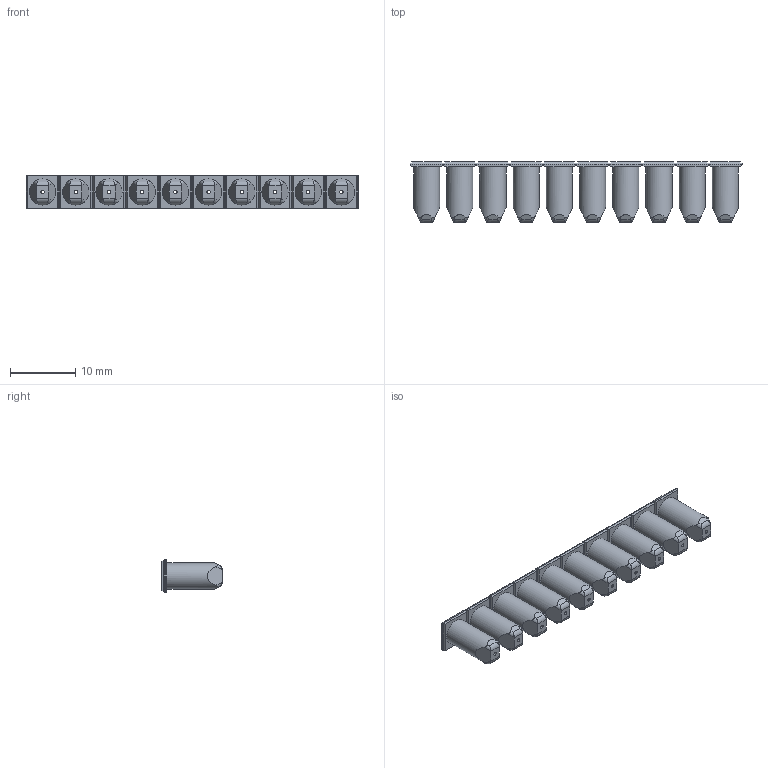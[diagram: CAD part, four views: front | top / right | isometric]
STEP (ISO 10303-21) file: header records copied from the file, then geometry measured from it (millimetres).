
FILE_DESCRIPTION(/* description */ (''),/* implementation_level */ '2;1');
FILE_NAME(/* name */ '3750_ZRH25_0,13-0,2_iso.stp',/* time_stamp */ '2011-08-05T09:54:13+02:00',/* author */ (''),/* organization */ (''),/* preprocessor_version */ 'ST-DEVELOPER v11',/* originating_system */ 'SIEMENS UGS NX 6.0',/* authorisation */ '');
FILE_SCHEMA (('CONFIG_CONTROL_DESIGN'));
Length unit declared in the file: millimetre
Products named in the file (1): 3750_ZRH25_0,13-0,2_iso
Bounding box: 51 x 9.3 x 5 mm (x, y, z)
Volume: 860.6 mm3; surface area: 2101.8 mm2
Topology: 1 solids, 1 shells, 248 faces, 728 edges, 492 vertices
Faces by surface type: plane 127, cylinder 101, cone 20
Full cylindrical faces by diameter (mm): 0.5 x10, 2.2 x10, 4 x10
Entity records: 8450 total; most frequent: CARTESIAN_POINT 2399, ORIENTED_EDGE 1316, DIRECTION 1018, EDGE_CURVE 658, VERTEX_POINT 472, LINE 356, VECTOR 356, AXIS2_PLACEMENT_3D 331
